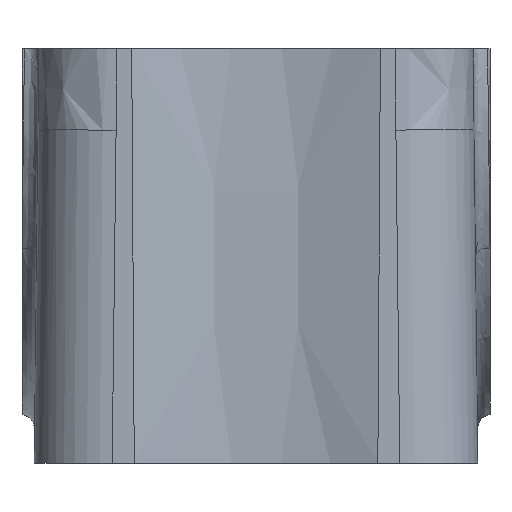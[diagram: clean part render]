
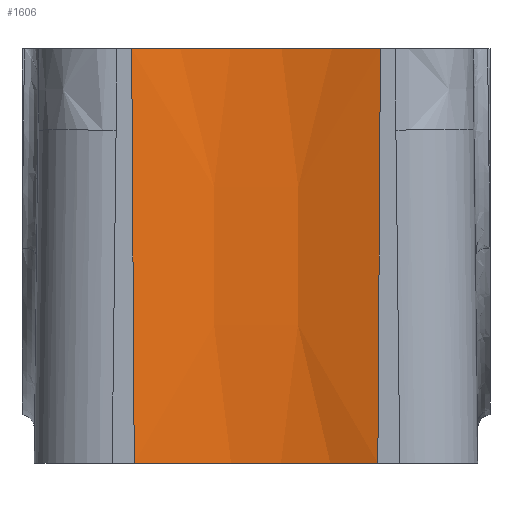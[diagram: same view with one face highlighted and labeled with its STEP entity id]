
A CAD part, left-side view. The second image highlights one B-rep face of the part: STEP entity #1606.
In plain terms, the highlighted conical face has half-angle 0.75 degrees and reference radius 65 mm.
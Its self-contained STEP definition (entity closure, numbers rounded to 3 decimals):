
#39 = CARTESIAN_POINT ( 'NONE',  ( -92.99, 24.977, -85. ) ) ;
#78 = DIRECTION ( 'NONE',  ( 1., 0., 0. ) ) ;
#215 = ORIENTED_EDGE ( 'NONE', *, *, #1358, .T. ) ;
#220 = CARTESIAN_POINT ( 'NONE',  ( -92.003, 25.499, 0. ) ) ;
#261 = DIRECTION ( 'NONE',  ( 1., 0., 0. ) ) ;
#356 = DIRECTION ( 'NONE',  ( 1., 0., 0. ) ) ;
#359 = CIRCLE ( 'NONE', #2523, 66.113 ) ;
#397 = DIRECTION ( 'NONE',  ( 0., 0., 1. ) ) ;
#449 = ORIENTED_EDGE ( 'NONE', *, *, #993, .T. ) ;
#640 = CONICAL_SURFACE ( 'NONE', #2246, 65., 0.013 ) ;
#784 = CARTESIAN_POINT ( 'NONE',  ( -153., 0., -85. ) ) ;
#821 = CARTESIAN_POINT ( 'NONE',  ( -92.661, 25.151, -56.667 ) ) ;
#847 = AXIS2_PLACEMENT_3D ( 'NONE', #2201, #1446, #78 ) ;
#873 = CARTESIAN_POINT ( 'NONE',  ( -92.339, -25.342, -28.333 ) ) ;
#894 = CARTESIAN_POINT ( 'NONE',  ( -92.003, 25.499, 0. ) ) ;
#993 = EDGE_CURVE ( 'NONE', #1739, #2451, #359, .T. ) ;
#1087 = EDGE_CURVE ( 'NONE', #2451, #2420, #1562, .T. ) ;
#1311 = VERTEX_POINT ( 'NONE', #2480 ) ;
#1322 = CIRCLE ( 'NONE', #847, 65. ) ;
#1336 = CARTESIAN_POINT ( 'NONE',  ( -153., 0., 0. ) ) ;
#1358 = EDGE_CURVE ( 'NONE', #1311, #1739, #2475, .T. ) ;
#1446 = DIRECTION ( 'NONE',  ( 0., 0., 1. ) ) ;
#1512 = CARTESIAN_POINT ( 'NONE',  ( -92.332, 25.325, -28.333 ) ) ;
#1555 = CARTESIAN_POINT ( 'NONE',  ( -92.997, -24.993, -85. ) ) ;
#1562 = B_SPLINE_CURVE_WITH_KNOTS ( 'NONE', 3,
 ( #220, #1512, #821, #2516 ),
 .UNSPECIFIED., .F., .F.,
 ( 4, 4 ),
 ( 0., 0.085 ),
 .UNSPECIFIED. ) ;
#1606 = ADVANCED_FACE ( 'NONE', ( #2360 ), #640, .F. ) ;
#1645 = CARTESIAN_POINT ( 'NONE',  ( -92.01, -25.516, 0. ) ) ;
#1739 = VERTEX_POINT ( 'NONE', #1645 ) ;
#1829 = ORIENTED_EDGE ( 'NONE', *, *, #1087, .T. ) ;
#1916 = DIRECTION ( 'NONE',  ( 0., 0., 1. ) ) ;
#2018 = CARTESIAN_POINT ( 'NONE',  ( -92.01, -25.516, 0. ) ) ;
#2123 = ORIENTED_EDGE ( 'NONE', *, *, #2458, .F. ) ;
#2201 = CARTESIAN_POINT ( 'NONE',  ( -153., 0., -85. ) ) ;
#2246 = AXIS2_PLACEMENT_3D ( 'NONE', #784, #397, #356 ) ;
#2344 = EDGE_LOOP ( 'NONE', ( #449, #1829, #2123, #215 ) ) ;
#2350 = CARTESIAN_POINT ( 'NONE',  ( -92.668, -25.168, -56.667 ) ) ;
#2360 = FACE_OUTER_BOUND ( 'NONE', #2344, .T. ) ;
#2420 = VERTEX_POINT ( 'NONE', #39 ) ;
#2451 = VERTEX_POINT ( 'NONE', #894 ) ;
#2458 = EDGE_CURVE ( 'NONE', #1311, #2420, #1322, .T. ) ;
#2475 = B_SPLINE_CURVE_WITH_KNOTS ( 'NONE', 3,
 ( #1555, #2350, #873, #2018 ),
 .UNSPECIFIED., .F., .F.,
 ( 4, 4 ),
 ( 0., 0.085 ),
 .UNSPECIFIED. ) ;
#2480 = CARTESIAN_POINT ( 'NONE',  ( -92.997, -24.993, -85. ) ) ;
#2516 = CARTESIAN_POINT ( 'NONE',  ( -92.99, 24.977, -85. ) ) ;
#2523 = AXIS2_PLACEMENT_3D ( 'NONE', #1336, #1916, #261 ) ;
